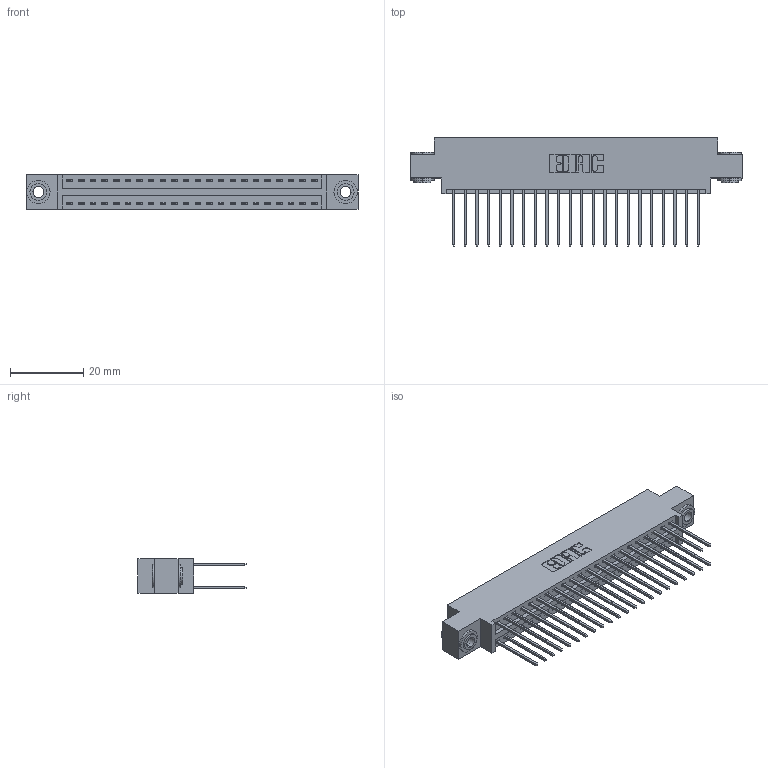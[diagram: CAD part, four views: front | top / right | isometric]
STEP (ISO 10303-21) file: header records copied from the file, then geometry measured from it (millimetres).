
FILE_DESCRIPTION (( 'STEP AP203' ), '1' );
FILE_NAME ('346-044-540-803.STEP', '2022-05-20T07:13:28', ( '' ), ( '' ), 'SwSTEP 2.0', 'SolidWorks 2020', '' );
FILE_SCHEMA (( 'CONFIG_CONTROL_DESIGN' ));
Length unit declared in the file: inch
Products named in the file (4): 346 Part_0.170 Offset - 0.156 Dia-TH; 345-292-001_345-293-140; 346-044-540-803; 345-250-002_345-250-002-102
Assembly tree (47 placements, depth 2):
  346-044-540-803
    346 Part_0.170 Offset - 0.156 Dia-TH
    345-292-001_345-293-140  x44
    345-250-002_345-250-002-102  x2
Bounding box: 90.42 x 29.46 x 9.4 mm (x, y, z)
Volume: 8675.6 mm3; surface area: 12828.2 mm2
Topology: 47 solids, 47 shells, 2466 faces, 7273 edges, 4786 vertices
Faces by surface type: plane 1644, cylinder 814, cone 8
Entity records: 18266 total; most frequent: CARTESIAN_POINT 3021, ORIENTED_EDGE 2946, DIRECTION 2743, EDGE_CURVE 1473, LINE 1229, VECTOR 1229, VERTEX_POINT 978, AXIS2_PLACEMENT_3D 757
